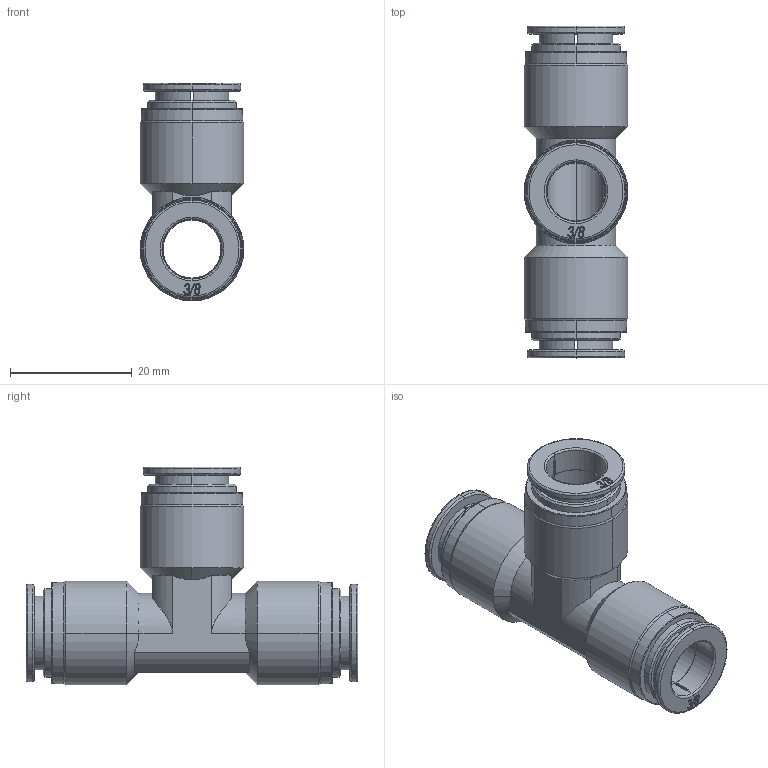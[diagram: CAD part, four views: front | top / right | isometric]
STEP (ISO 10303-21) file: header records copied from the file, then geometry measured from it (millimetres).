
FILE_DESCRIPTION (( 'STEP AP214' ), '1' );
FILE_NAME ('UT38-SS.step', '2018-03-13T19:33:18', ( '' ), ( '' ), 'SwSTEP 2.0', 'SolidWorks 2017', '' );
FILE_SCHEMA (( 'AUTOMOTIVE_DESIGN' ));
Length unit declared in the file: millimetre
Products named in the file (1): UT38-SS
Bounding box: 17 x 54.4 x 35.7 mm (x, y, z)
Volume: 8560.2 mm3; surface area: 7187.2 mm2
Topology: 1 solids, 1 shells, 282 faces, 731 edges, 474 vertices
Faces by surface type: bspline 102, plane 77, cylinder 49, cone 30, torus 24
Entity records: 10540 total; most frequent: CARTESIAN_POINT 4355, ORIENTED_EDGE 1462, DIRECTION 967, EDGE_CURVE 731, VERTEX_POINT 474, AXIS2_PLACEMENT_3D 387, B_SPLINE_CURVE_WITH_KNOTS 328, EDGE_LOOP 321
